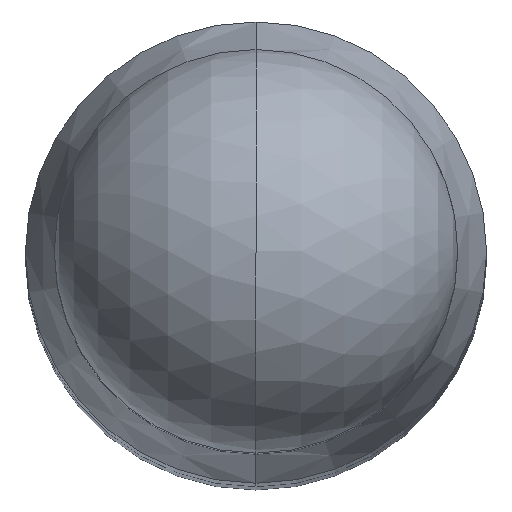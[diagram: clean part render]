
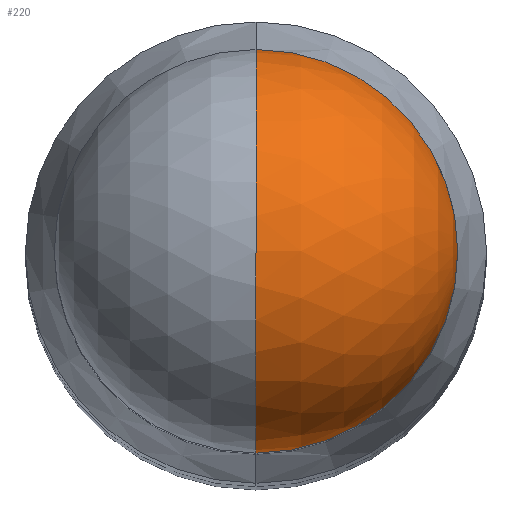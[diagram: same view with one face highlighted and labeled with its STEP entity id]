
A CAD part, top view. The second image highlights one B-rep face of the part: STEP entity #220.
In plain terms, the highlighted spherical face has radius 1.75 mm.
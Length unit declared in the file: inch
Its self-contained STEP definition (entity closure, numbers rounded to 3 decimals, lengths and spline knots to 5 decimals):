
#6 = VERTEX_POINT ( 'NONE', #720 ) ;
#23 = SPHERICAL_SURFACE ( 'NONE', #398, 0.0689 ) ;
#29 = VERTEX_POINT ( 'NONE', #895 ) ;
#48 = CIRCLE ( 'NONE', #176, 0.0689 ) ;
#69 = ORIENTED_EDGE ( 'NONE', *, *, #709, .F. ) ;
#106 = AXIS2_PLACEMENT_3D ( 'NONE', #1062, #817, #734 ) ;
#176 = AXIS2_PLACEMENT_3D ( 'NONE', #660, #1090, #819 ) ;
#205 = DIRECTION ( 'NONE',  ( 0., 1., 0. ) ) ;
#220 = ADVANCED_FACE ( 'NONE', ( #455 ), #23, .T. ) ;
#264 = DIRECTION ( 'NONE',  ( 0., 0., 1. ) ) ;
#281 = DIRECTION ( 'NONE',  ( 1., 0., 0. ) ) ;
#327 = DIRECTION ( 'NONE',  ( -1., 0., 0. ) ) ;
#354 = ORIENTED_EDGE ( 'NONE', *, *, #984, .T. ) ;
#383 = AXIS2_PLACEMENT_3D ( 'NONE', #414, #327, #666 ) ;
#398 = AXIS2_PLACEMENT_3D ( 'NONE', #714, #281, #205 ) ;
#414 = CARTESIAN_POINT ( 'NONE',  ( 0., 0., -0.0689 ) ) ;
#443 = CARTESIAN_POINT ( 'NONE',  ( 0., 0., 0. ) ) ;
#455 = FACE_OUTER_BOUND ( 'NONE', #577, .T. ) ;
#577 = EDGE_LOOP ( 'NONE', ( #69, #1092, #912, #354 ) ) ;
#660 = CARTESIAN_POINT ( 'NONE',  ( 0., 0., -0.0689 ) ) ;
#666 = DIRECTION ( 'NONE',  ( 0., -1., 0. ) ) ;
#702 = EDGE_CURVE ( 'NONE', #1020, #29, #48, .T. ) ;
#709 = EDGE_CURVE ( 'NONE', #1020, #775, #1066, .T. ) ;
#714 = CARTESIAN_POINT ( 'NONE',  ( 0., 0., -0.0689 ) ) ;
#720 = CARTESIAN_POINT ( 'NONE',  ( 0.0689, 0., -0.0689 ) ) ;
#734 = DIRECTION ( 'NONE',  ( 1., 0., 0. ) ) ;
#775 = VERTEX_POINT ( 'NONE', #939 ) ;
#791 = CIRCLE ( 'NONE', #106, 0.0689 ) ;
#817 = DIRECTION ( 'NONE',  ( 0., 0., 1. ) ) ;
#819 = DIRECTION ( 'NONE',  ( 0., 1., 0. ) ) ;
#824 = EDGE_CURVE ( 'NONE', #29, #6, #791, .T. ) ;
#844 = AXIS2_PLACEMENT_3D ( 'NONE', #871, #264, #1046 ) ;
#871 = CARTESIAN_POINT ( 'NONE',  ( 0., 0., -0.0689 ) ) ;
#895 = CARTESIAN_POINT ( 'NONE',  ( 0., -0.0689, -0.0689 ) ) ;
#912 = ORIENTED_EDGE ( 'NONE', *, *, #824, .T. ) ;
#939 = CARTESIAN_POINT ( 'NONE',  ( 0., 0.0689, -0.0689 ) ) ;
#984 = EDGE_CURVE ( 'NONE', #6, #775, #1038, .T. ) ;
#1020 = VERTEX_POINT ( 'NONE', #443 ) ;
#1038 = CIRCLE ( 'NONE', #844, 0.0689 ) ;
#1046 = DIRECTION ( 'NONE',  ( 1., 0., 0. ) ) ;
#1062 = CARTESIAN_POINT ( 'NONE',  ( 0., 0., -0.0689 ) ) ;
#1066 = CIRCLE ( 'NONE', #383, 0.0689 ) ;
#1090 = DIRECTION ( 'NONE',  ( 1., 0., 0. ) ) ;
#1092 = ORIENTED_EDGE ( 'NONE', *, *, #702, .T. ) ;
